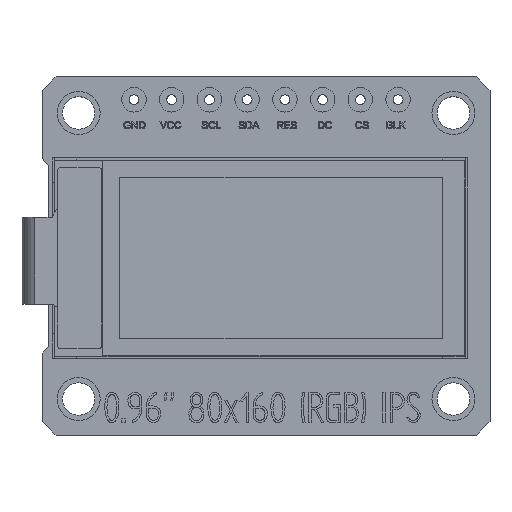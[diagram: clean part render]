
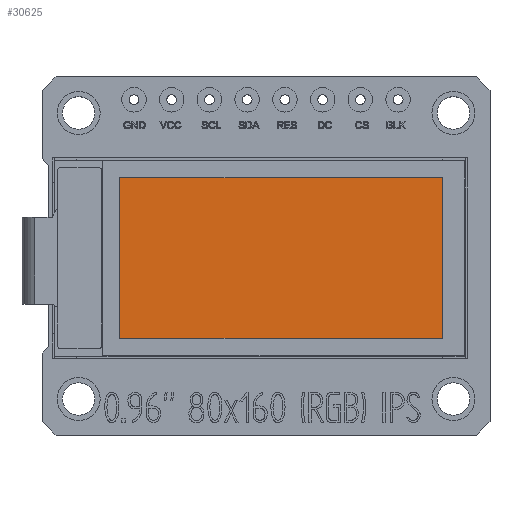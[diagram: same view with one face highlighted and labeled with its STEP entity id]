
A CAD part, top view. The second image highlights one B-rep face of the part: STEP entity #30625.
In plain terms, the highlighted planar face has unit normal (0, 0, 1).
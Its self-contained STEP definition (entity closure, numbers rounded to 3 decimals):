
#6440=ORIENTED_EDGE('',*,*,#10425,.F.);
#6441=ORIENTED_EDGE('',*,*,#10423,.F.);
#6442=ORIENTED_EDGE('',*,*,#10422,.F.);
#6443=ORIENTED_EDGE('',*,*,#10427,.F.);
#10422=EDGE_CURVE('',#12792,#12791,#14641,.T.);
#10423=EDGE_CURVE('',#12791,#12793,#14642,.T.);
#10425=EDGE_CURVE('',#12793,#12794,#14644,.T.);
#10427=EDGE_CURVE('',#12794,#12792,#14646,.T.);
#12791=VERTEX_POINT('',#52038);
#12792=VERTEX_POINT('',#52040);
#12793=VERTEX_POINT('',#52044);
#12794=VERTEX_POINT('',#52048);
#14641=LINE('',#52041,#16472);
#14642=LINE('',#52043,#16473);
#14644=LINE('',#52047,#16475);
#14646=LINE('',#52051,#16477);
#16472=VECTOR('',#35689,1000.);
#16473=VECTOR('',#35692,1000.);
#16475=VECTOR('',#35696,1000.);
#16477=VECTOR('',#35700,1000.);
#17966=EDGE_LOOP('',(#6440,#6441,#6442,#6443));
#19491=FACE_BOUND('',#17966,.T.);
#20494=PLANE('',#31960);
#30625=ADVANCED_FACE('',(#19491),#20494,.F.);
#31960=AXIS2_PLACEMENT_3D('',#52052,#35701,#35702);
#35689=DIRECTION('',(0.,1.,0.));
#35692=DIRECTION('',(1.,0.,0.));
#35696=DIRECTION('',(0.,-1.,0.));
#35700=DIRECTION('',(-1.,0.,0.));
#35701=DIRECTION('',(0.,0.,-1.));
#35702=DIRECTION('',(-1.,0.,0.));
#52038=CARTESIAN_POINT('',(-9.417,5.4,1.092));
#52040=CARTESIAN_POINT('',(-9.417,-5.4,1.092));
#52041=CARTESIAN_POINT('',(-9.417,-5.4,1.092));
#52043=CARTESIAN_POINT('',(-9.417,5.4,1.092));
#52044=CARTESIAN_POINT('',(12.283,5.4,1.092));
#52047=CARTESIAN_POINT('',(12.283,5.4,1.092));
#52048=CARTESIAN_POINT('',(12.283,-5.4,1.092));
#52051=CARTESIAN_POINT('',(12.283,-5.4,1.092));
#52052=CARTESIAN_POINT('',(0.,0.,1.092));
